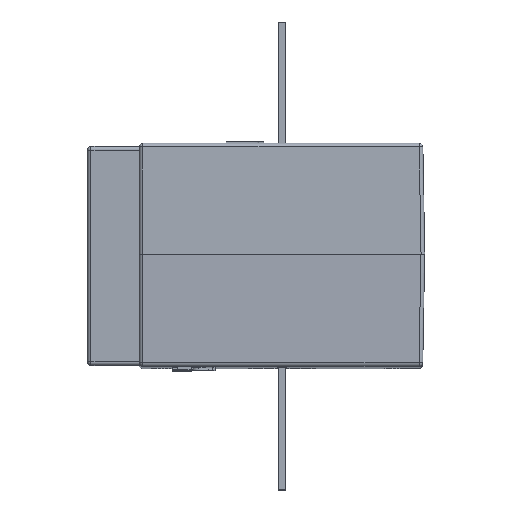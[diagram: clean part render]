
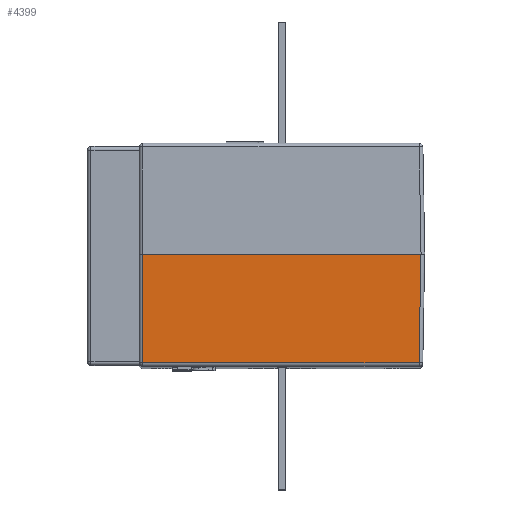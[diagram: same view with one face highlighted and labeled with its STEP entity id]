
A CAD part, left-side view. The second image highlights one B-rep face of the part: STEP entity #4399.
In plain terms, the highlighted face is planar.
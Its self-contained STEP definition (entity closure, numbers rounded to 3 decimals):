
#759 = EDGE_CURVE ( 'NONE', #2779, #969, #8126, .T. ) ;
#969 = VERTEX_POINT ( 'NONE', #10185 ) ;
#1133 = CARTESIAN_POINT ( 'NONE',  ( -39.969, 37.5, -1.8 ) ) ;
#1310 = PLANE ( 'NONE',  #28048 ) ;
#1618 = CARTESIAN_POINT ( 'NONE',  ( -40., -37.5, 0.017 ) ) ;
#1917 = EDGE_CURVE ( 'NONE', #18754, #2779, #12494, .T. ) ;
#2779 = VERTEX_POINT ( 'NONE', #1133 ) ;
#3402 = DIRECTION ( 'NONE',  ( -1., 0., -0.017 ) ) ;
#3455 = EDGE_CURVE ( 'NONE', #969, #13112, #22089, .T. ) ;
#4399 = ADVANCED_FACE ( 'NONE', ( #27885 ), #1310, .T. ) ;
#6849 = VECTOR ( 'NONE', #14124, 1000. ) ;
#7482 = ORIENTED_EDGE ( 'NONE', *, *, #1917, .T. ) ;
#7919 = VECTOR ( 'NONE', #25028, 1000. ) ;
#8126 = LINE ( 'NONE', #14868, #7919 ) ;
#9650 = DIRECTION ( 'NONE',  ( 0., 1., 0. ) ) ;
#10185 = CARTESIAN_POINT ( 'NONE',  ( -39.459, 37.5, -31.017 ) ) ;
#11331 = EDGE_CURVE ( 'NONE', #13112, #18754, #23453, .T. ) ;
#11827 = VECTOR ( 'NONE', #9650, 1000. ) ;
#12494 = LINE ( 'NONE', #13390, #11827 ) ;
#12849 = CARTESIAN_POINT ( 'NONE',  ( -39.969, -37.469, -1.8 ) ) ;
#13112 = VERTEX_POINT ( 'NONE', #13441 ) ;
#13390 = CARTESIAN_POINT ( 'NONE',  ( -39.969, -38.5, -1.8 ) ) ;
#13441 = CARTESIAN_POINT ( 'NONE',  ( -39.459, -36.959, -31.017 ) ) ;
#14124 = DIRECTION ( 'NONE',  ( -0.017, -0.017, 1. ) ) ;
#14724 = ORIENTED_EDGE ( 'NONE', *, *, #759, .T. ) ;
#14747 = ORIENTED_EDGE ( 'NONE', *, *, #3455, .T. ) ;
#14868 = CARTESIAN_POINT ( 'NONE',  ( -40., 37.5, 0. ) ) ;
#16287 = CARTESIAN_POINT ( 'NONE',  ( -40., -38.5, 0. ) ) ;
#18754 = VERTEX_POINT ( 'NONE', #12849 ) ;
#19093 = EDGE_LOOP ( 'NONE', ( #27842, #7482, #14724, #14747 ) ) ;
#20546 = DIRECTION ( 'NONE',  ( -0.017, 0., 1. ) ) ;
#21427 = VECTOR ( 'NONE', #25669, 1000. ) ;
#22089 = LINE ( 'NONE', #24673, #21427 ) ;
#23453 = LINE ( 'NONE', #1618, #6849 ) ;
#24673 = CARTESIAN_POINT ( 'NONE',  ( -39.459, -37.941, -31.017 ) ) ;
#25028 = DIRECTION ( 'NONE',  ( 0.017, 0., -1. ) ) ;
#25669 = DIRECTION ( 'NONE',  ( 0., -1., 0. ) ) ;
#27842 = ORIENTED_EDGE ( 'NONE', *, *, #11331, .T. ) ;
#27885 = FACE_OUTER_BOUND ( 'NONE', #19093, .T. ) ;
#28048 = AXIS2_PLACEMENT_3D ( 'NONE', #16287, #3402, #20546 ) ;
